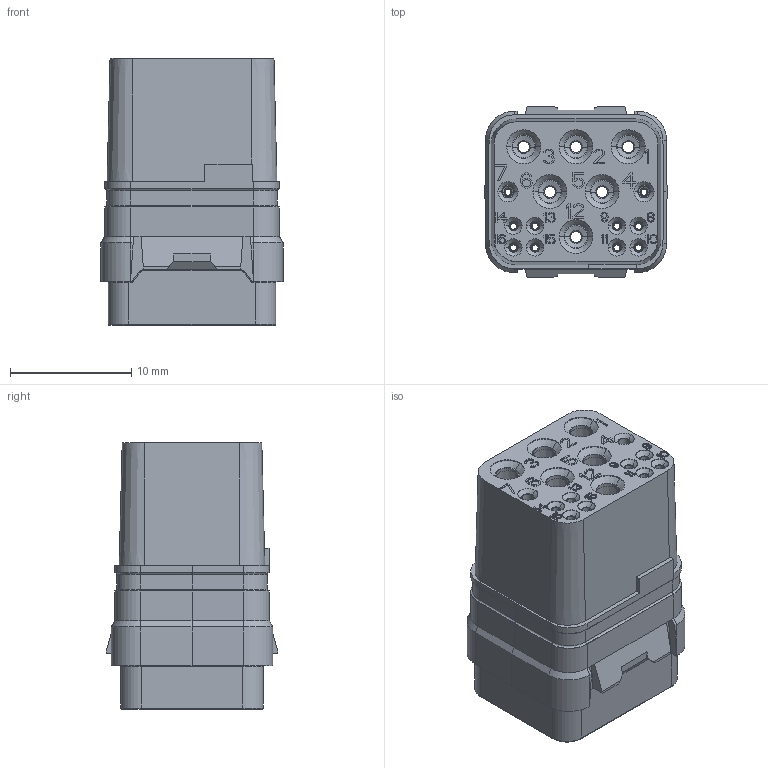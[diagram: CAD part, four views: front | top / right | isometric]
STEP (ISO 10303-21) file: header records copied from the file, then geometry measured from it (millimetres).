
FILE_DESCRIPTION((''),'2;1');
FILE_NAME('SIMM1602SD','2020-01-08T',('presta_be4'),(''),'CREO PARAMETRIC BY PTC INC, 2018360','CREO PARAMETRIC BY PTC INC, 2018360','');
FILE_SCHEMA(('CONFIG_CONTROL_DESIGN'));
Products named in the file (1): SIMM1602SD
Bounding box: 15 x 14.1 x 22.05 mm (x, y, z)
Volume: 2303.7 mm3; surface area: 3930.1 mm2
Topology: 1 solids, 5 shells, 2552 faces, 6406 edges, 4022 vertices
Faces by surface type: plane 1560, cylinder 408, torus 368, cone 200, bspline 16
Entity records: 75663 total; most frequent: CARTESIAN_POINT 13398, DIRECTION 13083, ORIENTED_EDGE 12812, EDGE_CURVE 6406, VECTOR 4737, LINE 4737, AXIS2_PLACEMENT_3D 4173, VERTEX_POINT 4022
